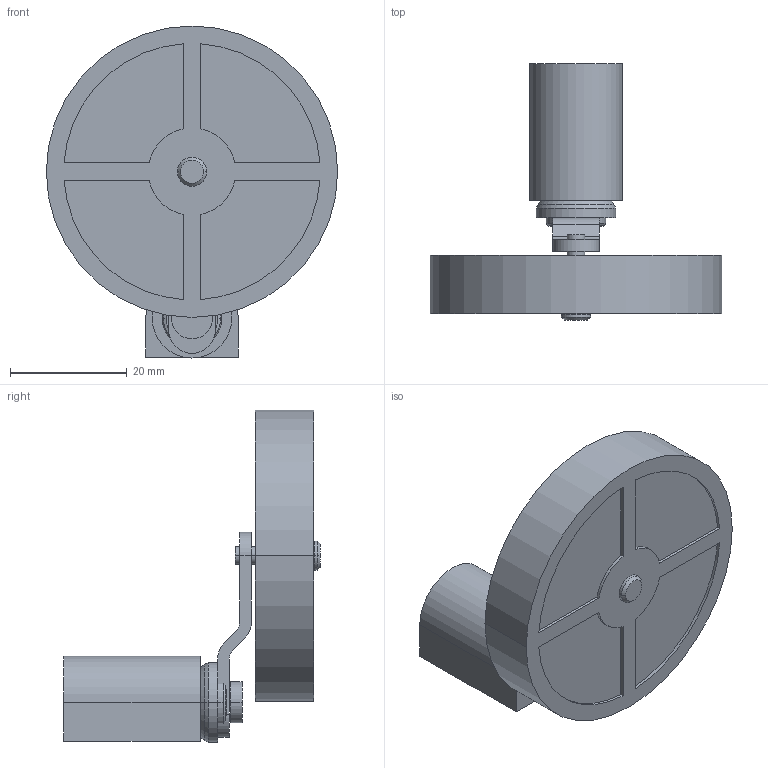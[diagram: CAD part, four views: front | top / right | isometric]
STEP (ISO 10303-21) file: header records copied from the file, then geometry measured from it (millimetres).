
FILE_DESCRIPTION((''),'2;1');
FILE_NAME('3d_KBE3S11.stp','2012-10-03T08:20:10',(''),(''),'Mechanical Desktop 2011','Mechanical Desktop 2011',', , ');
FILE_SCHEMA(('CONFIG_CONTROL_DESIGN'));
Length unit declared in the file: millimetre
Products named in the file (1): Product
Bounding box: 50 x 43.99 x 56.97 mm (x, y, z)
Volume: 25054.1 mm3; surface area: 8671.5 mm2
Topology: 6 solids, 6 shells, 78 faces, 168 edges, 110 vertices
Faces by surface type: plane 37, cylinder 31, cone 8, torus 2
Entity records: 2227 total; most frequent: DIRECTION 404, CARTESIAN_POINT 357, ORIENTED_EDGE 336, EDGE_CURVE 168, AXIS2_PLACEMENT_3D 157, VERTEX_POINT 110, VECTOR 90, LINE 90
